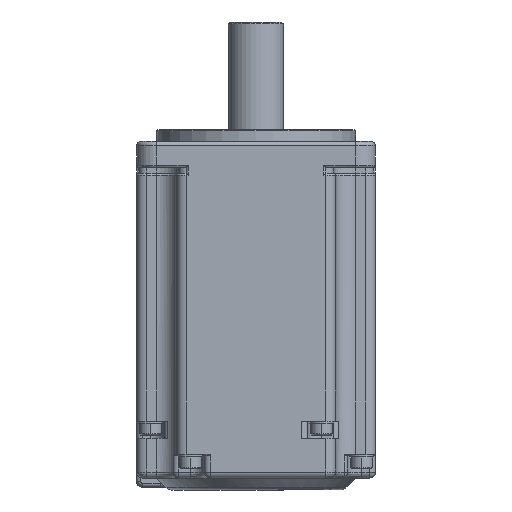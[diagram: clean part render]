
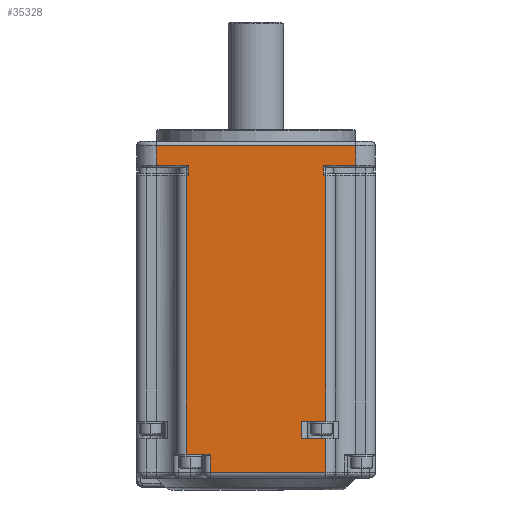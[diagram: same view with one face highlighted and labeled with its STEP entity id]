
A CAD part, front view. The second image highlights one B-rep face of the part: STEP entity #35328.
In plain terms, the highlighted planar face has unit normal (0, -1, 0).
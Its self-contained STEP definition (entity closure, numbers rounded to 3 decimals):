
#689=CARTESIAN_POINT('',(-125.,-30.,-30.5));
#690=VERTEX_POINT('',#689);
#691=CARTESIAN_POINT('',(-125.,-30.,-35.5));
#692=VERTEX_POINT('',#691);
#693=CARTESIAN_POINT('',(-125.,-30.,-30.5));
#694=DIRECTION('',(0.,0.,-1.));
#695=VECTOR('',#694,5.);
#696=LINE('',#693,#695);
#697=EDGE_CURVE('',#690,#692,#696,.T.);
#1968=CARTESIAN_POINT('',(-132.5,-30.,-38.));
#1969=VERTEX_POINT('',#1968);
#2010=CARTESIAN_POINT('',(-133.,-30.,-38.));
#2011=VERTEX_POINT('',#2010);
#2020=CARTESIAN_POINT('',(-132.5,-30.,-38.));
#2021=DIRECTION('',(-1.,0.,0.));
#2022=VECTOR('',#2021,0.5);
#2023=LINE('',#2020,#2022);
#2024=EDGE_CURVE('',#1969,#2011,#2023,.T.);
#2042=CARTESIAN_POINT('',(-133.,-30.,-35.5));
#2043=VERTEX_POINT('',#2042);
#2052=CARTESIAN_POINT('',(-133.,-30.,-38.));
#2053=DIRECTION('',(0.,0.,1.));
#2054=VECTOR('',#2053,2.5);
#2055=LINE('',#2052,#2054);
#2056=EDGE_CURVE('',#2011,#2043,#2055,.T.);
#2069=CARTESIAN_POINT('',(-133.,-30.,-35.5));
#2070=DIRECTION('',(1.,0.,0.));
#2071=VECTOR('',#2070,8.);
#2072=LINE('',#2069,#2071);
#2073=EDGE_CURVE('',#2043,#692,#2072,.T.);
#2083=CARTESIAN_POINT('',(-175.,-30.,-30.5));
#2084=VERTEX_POINT('',#2083);
#2092=CARTESIAN_POINT('',(-125.,-30.,-30.5));
#2093=DIRECTION('',(-1.,0.,0.));
#2094=VECTOR('',#2093,50.);
#2095=LINE('',#2092,#2094);
#2096=EDGE_CURVE('',#690,#2084,#2095,.T.);
#2118=CARTESIAN_POINT('',(-175.,-30.,-35.5));
#2119=VERTEX_POINT('',#2118);
#2127=CARTESIAN_POINT('',(-175.,-30.,-30.5));
#2128=DIRECTION('',(0.,0.,-1.));
#2129=VECTOR('',#2128,5.);
#2130=LINE('',#2127,#2129);
#2131=EDGE_CURVE('',#2084,#2119,#2130,.T.);
#2150=CARTESIAN_POINT('',(-167.,-30.,-35.5));
#2151=VERTEX_POINT('',#2150);
#2160=CARTESIAN_POINT('',(-175.,-30.,-35.5));
#2161=DIRECTION('',(1.,0.,0.));
#2162=VECTOR('',#2161,8.);
#2163=LINE('',#2160,#2162);
#2164=EDGE_CURVE('',#2119,#2151,#2163,.T.);
#2203=CARTESIAN_POINT('',(-167.,-30.,-38.));
#2204=VERTEX_POINT('',#2203);
#2205=CARTESIAN_POINT('',(-167.,-30.,-35.5));
#2206=DIRECTION('',(0.,0.,-1.));
#2207=VECTOR('',#2206,2.5);
#2208=LINE('',#2205,#2207);
#2209=EDGE_CURVE('',#2151,#2204,#2208,.T.);
#2250=CARTESIAN_POINT('',(-167.5,-30.,-38.));
#2251=VERTEX_POINT('',#2250);
#2252=CARTESIAN_POINT('',(-167.,-30.,-38.));
#2253=DIRECTION('',(-1.,0.,0.));
#2254=VECTOR('',#2253,0.5);
#2255=LINE('',#2252,#2254);
#2256=EDGE_CURVE('',#2204,#2251,#2255,.T.);
#34115=CARTESIAN_POINT('',(-132.5,-30.,-99.7));
#34116=VERTEX_POINT('',#34115);
#34126=CARTESIAN_POINT('',(-132.5,-30.,-38.));
#34127=DIRECTION('',(0.,0.,-1.));
#34128=VECTOR('',#34127,61.7);
#34129=LINE('',#34126,#34128);
#34130=EDGE_CURVE('',#1969,#34116,#34129,.T.);
#34142=CARTESIAN_POINT('',(-167.5,-30.,-108.));
#34143=VERTEX_POINT('',#34142);
#34151=CARTESIAN_POINT('',(-167.5,-30.,-38.));
#34152=DIRECTION('',(0.,0.,-1.));
#34153=VECTOR('',#34152,70.);
#34154=LINE('',#34151,#34153);
#34155=EDGE_CURVE('',#2251,#34143,#34154,.T.);
#35247=CARTESIAN_POINT('',(-150.,-30.,-71.5));
#35248=DIRECTION('',(0.,0.,-1.));
#35249=DIRECTION('',(0.,-1.,0.));
#35250=AXIS2_PLACEMENT_3D('',#35247,#35249,#35248);
#35251=PLANE('',#35250);
#35252=CARTESIAN_POINT('',(-162.597,-30.,-108.));
#35253=VERTEX_POINT('',#35252);
#35254=CARTESIAN_POINT('',(-167.5,-30.,-108.));
#35255=DIRECTION('',(1.,0.,0.));
#35256=VECTOR('',#35255,4.903);
#35257=LINE('',#35254,#35256);
#35258=EDGE_CURVE('',#34143,#35253,#35257,.T.);
#35259=ORIENTED_EDGE('',*,*,#35258,.T.);
#35260=CARTESIAN_POINT('',(-161.5,-30.,-108.2));
#35261=VERTEX_POINT('',#35260);
#35262=CARTESIAN_POINT('',(-162.597,-30.,-108.));
#35263=CARTESIAN_POINT('',(-162.364,-30.,-108.));
#35264=CARTESIAN_POINT('',(-161.542,-30.,-108.15));
#35265=CARTESIAN_POINT('',(-161.5,-30.,-108.2));
#35266=B_SPLINE_CURVE_WITH_KNOTS('',3,(#35262,#35263,#35264,#35265),.UNSPECIFIED.,.F.,.U.,(4,4),(0.,1.),.UNSPECIFIED.);
#35267=EDGE_CURVE('',#35253,#35261,#35266,.T.);
#35268=ORIENTED_EDGE('',*,*,#35267,.T.);
#35269=CARTESIAN_POINT('',(-161.5,-30.,-112.5));
#35270=VERTEX_POINT('',#35269);
#35271=CARTESIAN_POINT('',(-161.5,-30.,-108.2));
#35272=DIRECTION('',(0.,0.,-1.));
#35273=VECTOR('',#35272,4.3);
#35274=LINE('',#35271,#35273);
#35275=EDGE_CURVE('',#35261,#35270,#35274,.T.);
#35276=ORIENTED_EDGE('',*,*,#35275,.T.);
#35277=CARTESIAN_POINT('',(-132.5,-30.,-112.5));
#35278=VERTEX_POINT('',#35277);
#35279=CARTESIAN_POINT('',(-161.5,-30.,-112.5));
#35280=DIRECTION('',(1.,0.,0.));
#35281=VECTOR('',#35280,29.);
#35282=LINE('',#35279,#35281);
#35283=EDGE_CURVE('',#35270,#35278,#35282,.T.);
#35284=ORIENTED_EDGE('',*,*,#35283,.T.);
#35285=CARTESIAN_POINT('',(-132.5,-30.,-104.));
#35286=VERTEX_POINT('',#35285);
#35287=CARTESIAN_POINT('',(-132.5,-30.,-112.5));
#35288=DIRECTION('',(0.,0.,1.));
#35289=VECTOR('',#35288,8.5);
#35290=LINE('',#35287,#35289);
#35291=EDGE_CURVE('',#35278,#35286,#35290,.T.);
#35292=ORIENTED_EDGE('',*,*,#35291,.T.);
#35293=CARTESIAN_POINT('',(-138.5,-30.,-104.));
#35294=VERTEX_POINT('',#35293);
#35295=CARTESIAN_POINT('',(-132.5,-30.,-104.));
#35296=DIRECTION('',(-1.,0.,0.));
#35297=VECTOR('',#35296,6.);
#35298=LINE('',#35295,#35297);
#35299=EDGE_CURVE('',#35286,#35294,#35298,.T.);
#35300=ORIENTED_EDGE('',*,*,#35299,.T.);
#35301=CARTESIAN_POINT('',(-138.5,-30.,-99.7));
#35302=VERTEX_POINT('',#35301);
#35303=CARTESIAN_POINT('',(-138.5,-30.,-104.));
#35304=DIRECTION('',(0.,0.,1.));
#35305=VECTOR('',#35304,4.3);
#35306=LINE('',#35303,#35305);
#35307=EDGE_CURVE('',#35294,#35302,#35306,.T.);
#35308=ORIENTED_EDGE('',*,*,#35307,.T.);
#35309=CARTESIAN_POINT('',(-138.5,-30.,-99.7));
#35310=DIRECTION('',(1.,0.,0.));
#35311=VECTOR('',#35310,6.);
#35312=LINE('',#35309,#35311);
#35313=EDGE_CURVE('',#35302,#34116,#35312,.T.);
#35314=ORIENTED_EDGE('',*,*,#35313,.T.);
#35315=ORIENTED_EDGE('',*,*,#34130,.F.);
#35316=ORIENTED_EDGE('',*,*,#2024,.T.);
#35317=ORIENTED_EDGE('',*,*,#2056,.T.);
#35318=ORIENTED_EDGE('',*,*,#2073,.T.);
#35319=ORIENTED_EDGE('',*,*,#697,.F.);
#35320=ORIENTED_EDGE('',*,*,#2096,.T.);
#35321=ORIENTED_EDGE('',*,*,#2131,.T.);
#35322=ORIENTED_EDGE('',*,*,#2164,.T.);
#35323=ORIENTED_EDGE('',*,*,#2209,.T.);
#35324=ORIENTED_EDGE('',*,*,#2256,.T.);
#35325=ORIENTED_EDGE('',*,*,#34155,.T.);
#35326=EDGE_LOOP('',(#35259,#35268,#35276,#35284,#35292,#35300,#35308,#35314,#35315,#35316,#35317,#35318,#35319,#35320,#35321,#35322,#35323,#35324,#35325));
#35327=FACE_OUTER_BOUND('',#35326,.T.);
#35328=ADVANCED_FACE('',(#35327),#35251,.T.);
